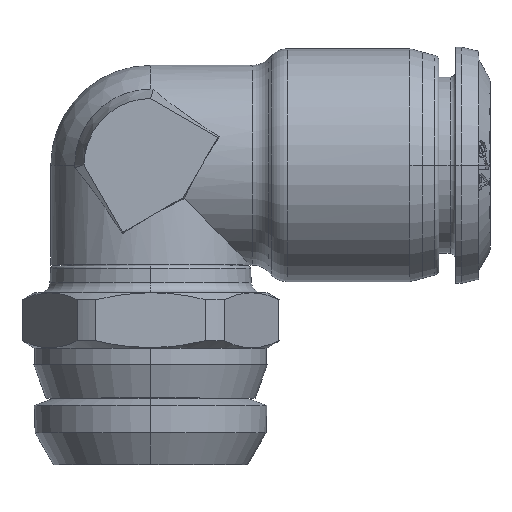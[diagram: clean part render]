
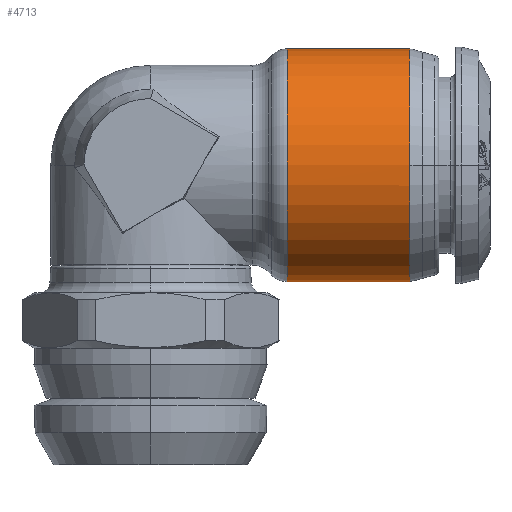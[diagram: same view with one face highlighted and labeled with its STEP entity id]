
A CAD part, top view. The second image highlights one B-rep face of the part: STEP entity #4713.
In plain terms, the highlighted cylindrical face has radius 10.5 mm (diameter 21 mm), a partial arc.
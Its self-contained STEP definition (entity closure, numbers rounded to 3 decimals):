
#902 = EDGE_CURVE ( 'NONE', #2584, #2585, #3015, .T. ) ;
#907 = EDGE_CURVE ( 'NONE', #2585, #2586, #3016, .T. ) ;
#909 = EDGE_CURVE ( 'NONE', #2588, #2586, #3018, .T. ) ;
#911 = EDGE_CURVE ( 'NONE', #2648, #2588, #3017, .T. ) ;
#914 = EDGE_CURVE ( 'NONE', #2584, #2648, #3020, .T. ) ;
#2541 = AXIS2_PLACEMENT_3D ( 'NONE', #7507, #7508, #7516 ) ;
#2584 = VERTEX_POINT ( 'NONE', #5857 ) ;
#2585 = VERTEX_POINT ( 'NONE', #5852 ) ;
#2586 = VERTEX_POINT ( 'NONE', #5858 ) ;
#2588 = VERTEX_POINT ( 'NONE', #5850 ) ;
#2648 = VERTEX_POINT ( 'NONE', #5918 ) ;
#3015 = CIRCLE ( 'NONE', #5633, 10.5 ) ;
#3016 = LINE ( 'NONE', #4430, #3019 ) ;
#3017 = CIRCLE ( 'NONE', #5636, 10.5 ) ;
#3018 = CIRCLE ( 'NONE', #5635, 10.5 ) ;
#3019 = VECTOR ( 'NONE', #4419, 1000. ) ;
#3020 = LINE ( 'NONE', #4438, #3023 ) ;
#3023 = VECTOR ( 'NONE', #4434, 1000. ) ;
#3428 = FACE_OUTER_BOUND ( 'NONE', #10109, .T. ) ;
#3436 = CYLINDRICAL_SURFACE ( 'NONE', #2541, 10.5 ) ;
#4419 = DIRECTION ( 'NONE',  ( 1., 0., 0. ) ) ;
#4427 = CARTESIAN_POINT ( 'NONE',  ( 12.328, 0., 0. ) ) ;
#4428 = DIRECTION ( 'NONE',  ( 1., 0., 0. ) ) ;
#4429 = DIRECTION ( 'NONE',  ( 0., 1., 0. ) ) ;
#4430 = CARTESIAN_POINT ( 'NONE',  ( 24.5, -10.5, 0. ) ) ;
#4434 = DIRECTION ( 'NONE',  ( 1., 0., 0. ) ) ;
#4435 = CARTESIAN_POINT ( 'NONE',  ( 23.38, 0., 0. ) ) ;
#4436 = DIRECTION ( 'NONE',  ( 1., 0., 0. ) ) ;
#4437 = DIRECTION ( 'NONE',  ( 0., 1., 0. ) ) ;
#4438 = CARTESIAN_POINT ( 'NONE',  ( 24.5, 10.5, 0. ) ) ;
#4439 = CARTESIAN_POINT ( 'NONE',  ( 23.38, 0., 0. ) ) ;
#4440 = DIRECTION ( 'NONE',  ( 1., 0., 0. ) ) ;
#4441 = DIRECTION ( 'NONE',  ( 0., 1., 0. ) ) ;
#4713 = ADVANCED_FACE ( 'NONE', ( #3428 ), #3436, .T. ) ;
#5633 = AXIS2_PLACEMENT_3D ( 'NONE', #4427, #4428, #4429 ) ;
#5635 = AXIS2_PLACEMENT_3D ( 'NONE', #4435, #4436, #4437 ) ;
#5636 = AXIS2_PLACEMENT_3D ( 'NONE', #4439, #4440, #4441 ) ;
#5850 = CARTESIAN_POINT ( 'NONE',  ( 23.38, -0.026, 10.5 ) ) ;
#5852 = CARTESIAN_POINT ( 'NONE',  ( 12.328, -10.5, 0. ) ) ;
#5857 = CARTESIAN_POINT ( 'NONE',  ( 12.328, 10.5, 0. ) ) ;
#5858 = CARTESIAN_POINT ( 'NONE',  ( 23.38, -10.5, 0. ) ) ;
#5918 = CARTESIAN_POINT ( 'NONE',  ( 23.38, 10.5, 0. ) ) ;
#6103 = ORIENTED_EDGE ( 'NONE', *, *, #914, .F. ) ;
#6104 = ORIENTED_EDGE ( 'NONE', *, *, #911, .F. ) ;
#6105 = ORIENTED_EDGE ( 'NONE', *, *, #909, .F. ) ;
#6106 = ORIENTED_EDGE ( 'NONE', *, *, #907, .T. ) ;
#6107 = ORIENTED_EDGE ( 'NONE', *, *, #902, .T. ) ;
#7507 = CARTESIAN_POINT ( 'NONE',  ( 24.5, 0., 0. ) ) ;
#7508 = DIRECTION ( 'NONE',  ( 1., 0., 0. ) ) ;
#7516 = DIRECTION ( 'NONE',  ( 0., 1., 0. ) ) ;
#10109 = EDGE_LOOP ( 'NONE', ( #6107, #6106, #6105, #6104, #6103 ) ) ;
